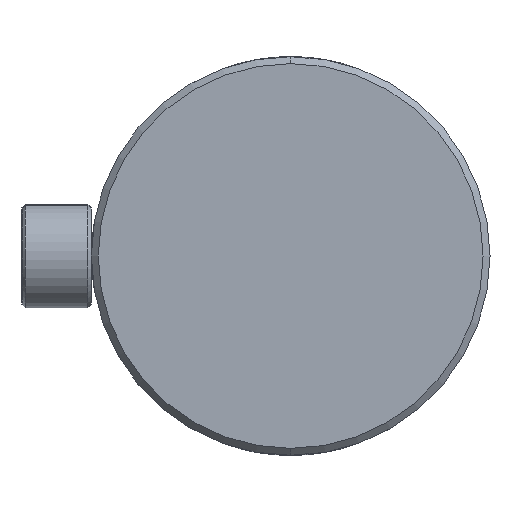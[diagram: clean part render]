
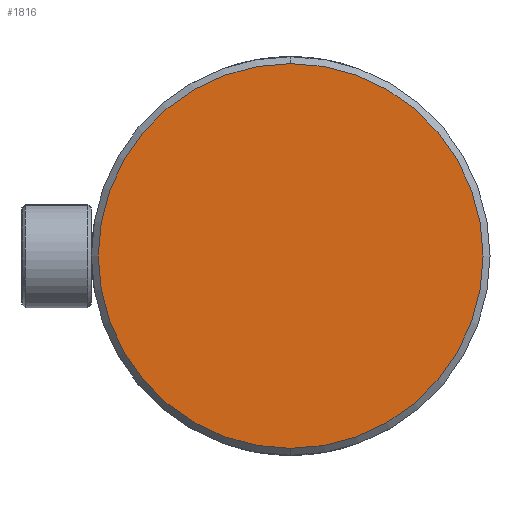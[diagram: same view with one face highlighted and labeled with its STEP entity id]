
A CAD part, left-side view. The second image highlights one B-rep face of the part: STEP entity #1816.
In plain terms, the highlighted planar face has unit normal (-1, 0, 0).
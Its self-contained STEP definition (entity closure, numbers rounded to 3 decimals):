
#145 = CIRCLE ( 'NONE', #3517, 55.5 ) ;
#167 = CARTESIAN_POINT ( 'NONE',  ( -58., 0., 0. ) ) ;
#384 = ORIENTED_EDGE ( 'NONE', *, *, #1645, .T. ) ;
#553 = DIRECTION ( 'NONE',  ( 0., 0., 1. ) ) ;
#1268 = CIRCLE ( 'NONE', #2177, 55.5 ) ;
#1516 = AXIS2_PLACEMENT_3D ( 'NONE', #3502, #1737, #553 ) ;
#1556 = DIRECTION ( 'NONE',  ( 0., 0., 1. ) ) ;
#1645 = EDGE_CURVE ( 'NONE', #2523, #4070, #145, .T. ) ;
#1737 = DIRECTION ( 'NONE',  ( -1., 0., 0. ) ) ;
#1808 = DIRECTION ( 'NONE',  ( -1., 0., 0. ) ) ;
#1816 = ADVANCED_FACE ( 'NONE', ( #4008 ), #2209, .T. ) ;
#1901 = EDGE_CURVE ( 'NONE', #4070, #2523, #1268, .T. ) ;
#2148 = CARTESIAN_POINT ( 'NONE',  ( -58., 0., -55.5 ) ) ;
#2177 = AXIS2_PLACEMENT_3D ( 'NONE', #167, #1808, #1556 ) ;
#2209 = PLANE ( 'NONE',  #1516 ) ;
#2523 = VERTEX_POINT ( 'NONE', #2733 ) ;
#2553 = DIRECTION ( 'NONE',  ( -1., 0., 0. ) ) ;
#2587 = CARTESIAN_POINT ( 'NONE',  ( -58., 0., 0. ) ) ;
#2733 = CARTESIAN_POINT ( 'NONE',  ( -58., 0., 55.5 ) ) ;
#2758 = EDGE_LOOP ( 'NONE', ( #2832, #384 ) ) ;
#2832 = ORIENTED_EDGE ( 'NONE', *, *, #1901, .T. ) ;
#3220 = DIRECTION ( 'NONE',  ( 0., 0., 1. ) ) ;
#3502 = CARTESIAN_POINT ( 'NONE',  ( -58., 0., 0. ) ) ;
#3517 = AXIS2_PLACEMENT_3D ( 'NONE', #2587, #2553, #3220 ) ;
#4008 = FACE_OUTER_BOUND ( 'NONE', #2758, .T. ) ;
#4070 = VERTEX_POINT ( 'NONE', #2148 ) ;
